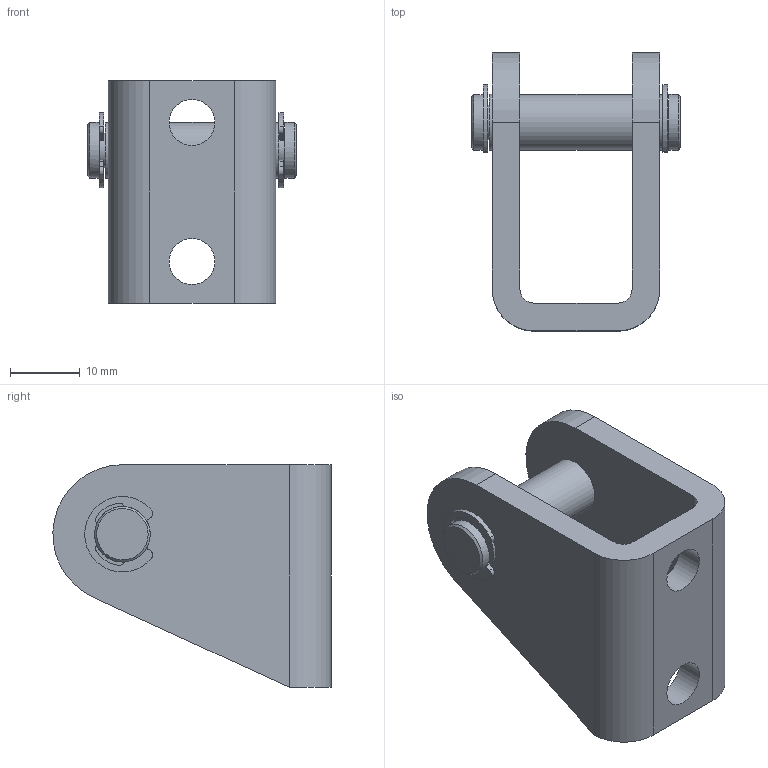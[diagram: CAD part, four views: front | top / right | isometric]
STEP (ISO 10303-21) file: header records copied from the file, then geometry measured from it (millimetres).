
FILE_DESCRIPTION((''),'2;1');
FILE_NAME('AFO20-25.stp','2010-04-30T16:44:28',('PC23'),(''),'Autodesk Inventor 2010','Autodesk Inventor 2010','');
FILE_SCHEMA(('AUTOMOTIVE_DESIGN { 1 0 10303 214 1 1 1 1 }'));
Length unit declared in the file: millimetre
Products named in the file (1): Parte1
Bounding box: 30 x 39.99 x 32 mm (x, y, z)
Volume: 10349.9 mm3; surface area: 6381.9 mm2
Topology: 1 solids, 1 shells, 83 faces, 234 edges, 149 vertices
Faces by surface type: cylinder 32, plane 26, bspline 23, cone 2
Full cylindrical faces by diameter (mm): 5 x1, 6.6 x2, 8 x5
Entity records: 2952 total; most frequent: CARTESIAN_POINT 699, DIRECTION 460, ORIENTED_EDGE 440, EDGE_CURVE 220, AXIS2_PLACEMENT_3D 179, VERTEX_POINT 144, CIRCLE 118, EDGE_LOOP 104
